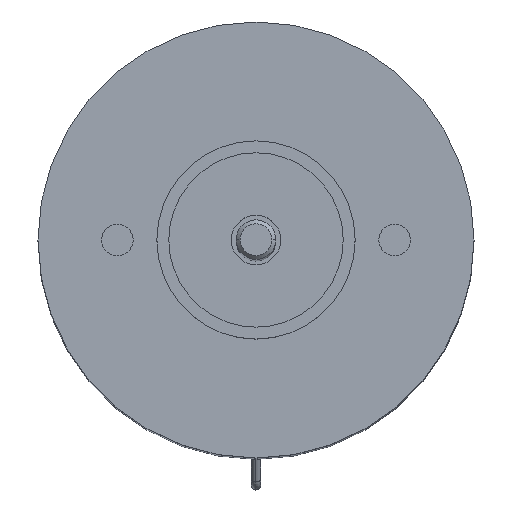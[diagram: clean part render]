
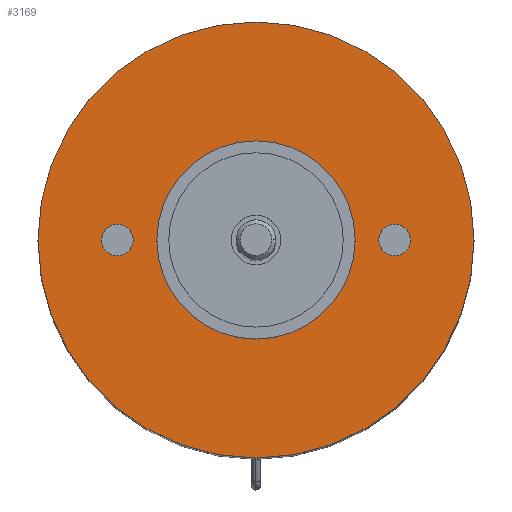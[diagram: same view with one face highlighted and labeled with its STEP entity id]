
A CAD part, top view. The second image highlights one B-rep face of the part: STEP entity #3169.
In plain terms, the highlighted planar face has unit normal (0, 0, 1).
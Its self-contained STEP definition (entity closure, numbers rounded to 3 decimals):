
#2888=CARTESIAN_POINT('',(-0.326,0.888,20.));
#2889=DIRECTION('',(0.,0.,1.));
#2890=DIRECTION('',(-1.,0.,0.));
#2891=AXIS2_PLACEMENT_3D('',#2888,#2889,#2890);
#2893=CARTESIAN_POINT('',(-0.326,0.888,20.));
#2894=DIRECTION('',(0.,0.,1.));
#2895=DIRECTION('',(1.,0.,0.));
#2896=AXIS2_PLACEMENT_3D('',#2893,#2894,#2895);
#2898=CARTESIAN_POINT('',(-7.326,0.888,20.));
#2899=DIRECTION('',(0.,0.,-1.));
#2900=DIRECTION('',(-1.,0.,0.));
#2901=AXIS2_PLACEMENT_3D('',#2898,#2899,#2900);
#2903=CARTESIAN_POINT('',(-7.326,0.888,20.));
#2904=DIRECTION('',(0.,0.,-1.));
#2905=DIRECTION('',(1.,0.,0.));
#2906=AXIS2_PLACEMENT_3D('',#2903,#2904,#2905);
#2908=CARTESIAN_POINT('',(6.674,0.888,20.));
#2909=DIRECTION('',(0.,0.,-1.));
#2910=DIRECTION('',(-1.,0.,0.));
#2911=AXIS2_PLACEMENT_3D('',#2908,#2909,#2910);
#2913=CARTESIAN_POINT('',(6.674,0.888,20.));
#2914=DIRECTION('',(0.,0.,-1.));
#2915=DIRECTION('',(1.,0.,0.));
#2916=AXIS2_PLACEMENT_3D('',#2913,#2914,#2915);
#2918=CARTESIAN_POINT('',(-0.326,0.888,20.));
#2919=DIRECTION('',(0.,0.,-1.));
#2920=DIRECTION('',(1.,0.,0.));
#2921=AXIS2_PLACEMENT_3D('',#2918,#2919,#2920);
#2923=CARTESIAN_POINT('',(-0.326,0.888,20.));
#2924=DIRECTION('',(0.,0.,-1.));
#2925=DIRECTION('',(-1.,0.,0.));
#2926=AXIS2_PLACEMENT_3D('',#2923,#2924,#2925);
#3044=CARTESIAN_POINT('',(4.074,0.888,20.));
#3045=VERTEX_POINT('',#3044);
#3046=CARTESIAN_POINT('',(-4.726,0.888,20.));
#3047=VERTEX_POINT('',#3046);
#3048=CARTESIAN_POINT('',(-8.126,0.888,20.));
#3049=VERTEX_POINT('',#3048);
#3050=CARTESIAN_POINT('',(-6.526,0.888,20.));
#3051=VERTEX_POINT('',#3050);
#3052=CARTESIAN_POINT('',(5.874,0.888,20.));
#3053=VERTEX_POINT('',#3052);
#3058=CARTESIAN_POINT('',(-11.326,0.888,20.));
#3059=CARTESIAN_POINT('',(10.674,0.888,20.));
#3060=VERTEX_POINT('',#3058);
#3061=VERTEX_POINT('',#3059);
#3062=CARTESIAN_POINT('',(7.474,0.888,20.));
#3063=VERTEX_POINT('',#3062);
#3142=CARTESIAN_POINT('',(-0.326,0.888,20.));
#3143=DIRECTION('',(0.,0.,1.));
#3144=DIRECTION('',(1.,0.,0.));
#3145=AXIS2_PLACEMENT_3D('',#3142,#3143,#3144);
#3146=PLANE('',#3145);
#3148=ORIENTED_EDGE('',*,*,#3147,.F.);
#3150=ORIENTED_EDGE('',*,*,#3149,.F.);
#3151=EDGE_LOOP('',(#3148,#3150));
#3152=FACE_OUTER_BOUND('',#3151,.F.);
#3154=ORIENTED_EDGE('',*,*,#3153,.F.);
#3156=ORIENTED_EDGE('',*,*,#3155,.F.);
#3157=EDGE_LOOP('',(#3154,#3156));
#3158=FACE_BOUND('',#3157,.F.);
#3160=ORIENTED_EDGE('',*,*,#3159,.F.);
#3162=ORIENTED_EDGE('',*,*,#3161,.F.);
#3163=EDGE_LOOP('',(#3160,#3162));
#3164=FACE_BOUND('',#3163,.F.);
#3165=ORIENTED_EDGE('',*,*,#3121,.F.);
#3166=ORIENTED_EDGE('',*,*,#3136,.F.);
#3167=EDGE_LOOP('',(#3165,#3166));
#3168=FACE_BOUND('',#3167,.F.);
#3169=ADVANCED_FACE('',(#3152,#3158,#3164,#3168),#3146,.T.);
#2892=CIRCLE('',#2891,11.);
#2897=CIRCLE('',#2896,11.);
#2902=CIRCLE('',#2901,0.8);
#2907=CIRCLE('',#2906,0.8);
#2912=CIRCLE('',#2911,0.8);
#2917=CIRCLE('',#2916,0.8);
#2922=CIRCLE('',#2921,4.4);
#2927=CIRCLE('',#2926,4.4);
#3121=EDGE_CURVE('',#3045,#3047,#2922,.T.);
#3136=EDGE_CURVE('',#3047,#3045,#2927,.T.);
#3147=EDGE_CURVE('',#3060,#3061,#2892,.T.);
#3149=EDGE_CURVE('',#3061,#3060,#2897,.T.);
#3153=EDGE_CURVE('',#3049,#3051,#2902,.T.);
#3155=EDGE_CURVE('',#3051,#3049,#2907,.T.);
#3159=EDGE_CURVE('',#3053,#3063,#2912,.T.);
#3161=EDGE_CURVE('',#3063,#3053,#2917,.T.);
